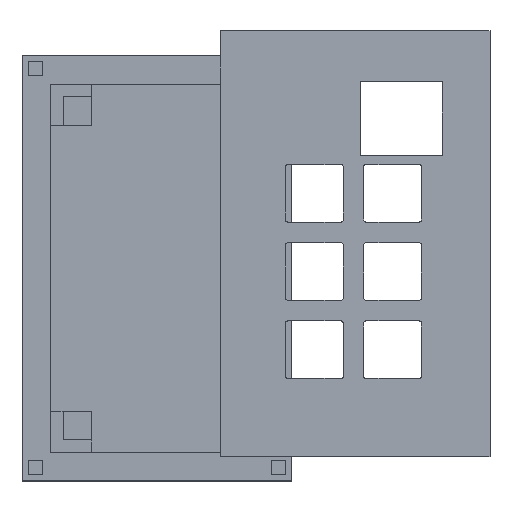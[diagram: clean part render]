
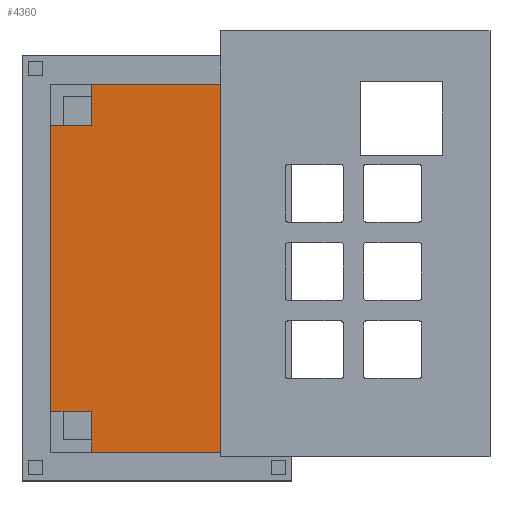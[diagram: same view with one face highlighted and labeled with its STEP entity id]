
A CAD part, top view. The second image highlights one B-rep face of the part: STEP entity #4360.
In plain terms, the highlighted planar face has unit normal (0, 0, 1).
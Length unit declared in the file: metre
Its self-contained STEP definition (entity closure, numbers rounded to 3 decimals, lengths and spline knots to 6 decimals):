
#1274=ORIENTED_EDGE('',*,*,#1854,.T.);
#1275=ORIENTED_EDGE('',*,*,#1863,.T.);
#1276=ORIENTED_EDGE('',*,*,#1860,.F.);
#1277=ORIENTED_EDGE('',*,*,#1857,.F.);
#1854=EDGE_CURVE('',#2240,#2239,#2737,.T.);
#1857=EDGE_CURVE('',#2240,#2242,#2740,.T.);
#1860=EDGE_CURVE('',#2242,#2244,#2743,.T.);
#1863=EDGE_CURVE('',#2239,#2244,#2746,.T.);
#2239=VERTEX_POINT('',#8097);
#2240=VERTEX_POINT('',#8099);
#2242=VERTEX_POINT('',#8105);
#2244=VERTEX_POINT('',#8111);
#2737=LINE('',#8098,#3245);
#2740=LINE('',#8104,#3248);
#2743=LINE('',#8110,#3251);
#2746=LINE('',#8115,#3254);
#3245=VECTOR('',#6919,1.);
#3248=VECTOR('',#6924,1.);
#3251=VECTOR('',#6929,1.);
#3254=VECTOR('',#6934,1.);
#3512=EDGE_LOOP('',(#1274,#1275,#1276,#1277));
#3761=FACE_BOUND('',#3512,.T.);
#3958=PLANE('',#5861);
#4360=ADVANCED_FACE('',(#3761),#3958,.F.);
#5861=AXIS2_PLACEMENT_3D('',#8116,#6935,#6936);
#6919=DIRECTION('',(1.,0.,0.));
#6924=DIRECTION('',(0.,1.,0.));
#6929=DIRECTION('',(1.,0.,0.));
#6934=DIRECTION('',(0.,1.,0.));
#6935=DIRECTION('',(0.,0.,-1.));
#6936=DIRECTION('',(1.,0.,0.));
#8097=CARTESIAN_POINT('',(0.14075,-0.128077,-0.00398));
#8098=CARTESIAN_POINT('',(0.094017,-0.128077,-0.00398));
#8099=CARTESIAN_POINT('',(0.089017,-0.128077,-0.00398));
#8104=CARTESIAN_POINT('',(0.089017,-0.043325,-0.00398));
#8105=CARTESIAN_POINT('',(0.089017,-0.038325,-0.00398));
#8110=CARTESIAN_POINT('',(0.13575,-0.038325,-0.00398));
#8111=CARTESIAN_POINT('',(0.14075,-0.038325,-0.00398));
#8115=CARTESIAN_POINT('',(0.14075,-0.123077,-0.00398));
#8116=CARTESIAN_POINT('',(0.114884,-0.083201,-0.00398));
